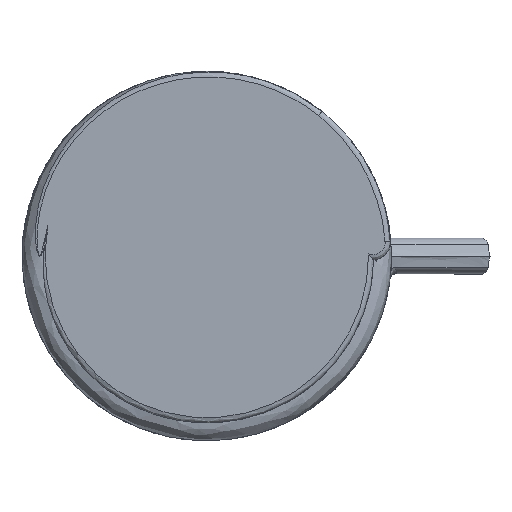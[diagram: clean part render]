
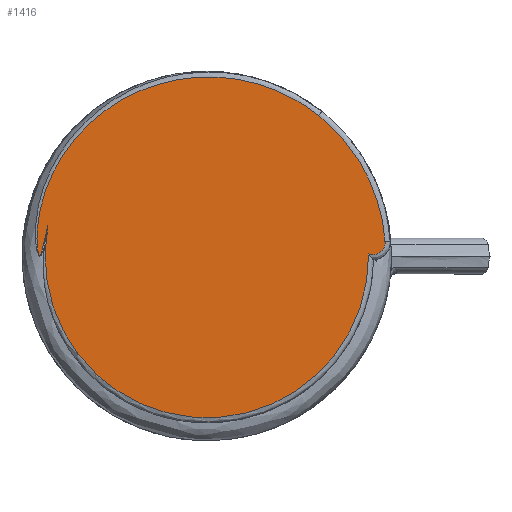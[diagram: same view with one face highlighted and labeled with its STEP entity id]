
A CAD part, front view. The second image highlights one B-rep face of the part: STEP entity #1416.
In plain terms, the highlighted planar face has unit normal (0, -1, 0).
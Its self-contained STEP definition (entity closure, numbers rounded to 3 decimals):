
#18=PLANE('',#1515);
#88=FACE_OUTER_BOUND('',#169,.T.);
#169=EDGE_LOOP('',(#971,#972,#973,#974));
#259=B_SPLINE_CURVE_WITH_KNOTS('',3,(#2688,#2689,#2690,#2691,#2692,#2693,
#2694,#2695,#2696,#2697,#2698,#2699,#2700,#2701,#2702,#2703,#2704,#2705,
#2706,#2707,#2708,#2709,#2710,#2711,#2712,#2713,#2714,#2715,#2716,#2717,
#2718,#2719,#2720),.UNSPECIFIED.,.F.,.F.,(4,1,1,1,1,1,1,1,1,1,1,1,1,1,1,
1,1,1,1,1,1,1,1,1,1,1,1,1,1,1,4),(-0.612,-0.462,-0.425,
-0.388,-0.313,-0.238,-0.22,
-0.201,-0.182,-0.164,-0.089,
-0.052,-0.015,-0.005,0.004,
0.023,0.06,0.135,0.172,
0.209,0.228,0.247,0.265,
0.284,0.583,1.777,2.972,4.166,
5.361,6.555,7.75),.UNSPECIFIED.);
#263=B_SPLINE_CURVE_WITH_KNOTS('',3,(#2813,#2814,#2815,#2816,#2817,#2818,
#2819,#2820),.UNSPECIFIED.,.F.,.F.,(4,1,1,1,1,4),(0.,0.134,
0.202,0.336,0.403,0.471),
 .UNSPECIFIED.);
#266=B_SPLINE_CURVE_WITH_KNOTS('',3,(#2866,#2867,#2868,#2869,#2870),
 .UNSPECIFIED.,.F.,.F.,(4,1,4),(0.,1.227,2.863),
 .UNSPECIFIED.);
#413=CIRCLE('',#1508,31.5);
#530=VERTEX_POINT('',#2473);
#531=VERTEX_POINT('',#2474);
#535=VERTEX_POINT('',#2687);
#540=VERTEX_POINT('',#2811);
#695=EDGE_CURVE('',#530,#531,#413,.T.);
#700=EDGE_CURVE('',#531,#535,#259,.T.);
#706=EDGE_CURVE('',#540,#530,#263,.T.);
#709=EDGE_CURVE('',#535,#540,#266,.T.);
#971=ORIENTED_EDGE('',*,*,#695,.F.);
#972=ORIENTED_EDGE('',*,*,#706,.F.);
#973=ORIENTED_EDGE('',*,*,#709,.F.);
#974=ORIENTED_EDGE('',*,*,#700,.F.);
#1416=ADVANCED_FACE('',(#88),#18,.F.);
#1508=AXIS2_PLACEMENT_3D('',#2475,#1602,#1603);
#1515=AXIS2_PLACEMENT_3D('',#2964,#1616,#1617);
#1602=DIRECTION('center_axis',(0.,1.,0.));
#1603=DIRECTION('ref_axis',(-0.014,0.,-1.));
#1616=DIRECTION('center_axis',(0.,1.,0.));
#1617=DIRECTION('ref_axis',(1.,0.,0.));
#2473=CARTESIAN_POINT('',(31.497,0.,0.4));
#2474=CARTESIAN_POINT('',(-30.946,0.,5.884));
#2475=CARTESIAN_POINT('Origin',(0.,0.,0.));
#2687=CARTESIAN_POINT('',(21.822,0.,27.364));
#2688=CARTESIAN_POINT('Ctrl Pts',(-30.946,0.,5.884));
#2689=CARTESIAN_POINT('Ctrl Pts',(-31.077,0.,5.406));
#2690=CARTESIAN_POINT('Ctrl Pts',(-31.231,0.,4.806));
#2691=CARTESIAN_POINT('Ctrl Pts',(-31.402,0.,4.08));
#2692=CARTESIAN_POINT('Ctrl Pts',(-31.513,0.,3.594));
#2693=CARTESIAN_POINT('Ctrl Pts',(-31.647,0.,2.984));
#2694=CARTESIAN_POINT('Ctrl Pts',(-31.762,0.,2.433));
#2695=CARTESIAN_POINT('Ctrl Pts',(-31.839,0.,2.067));
#2696=CARTESIAN_POINT('Ctrl Pts',(-31.877,0.,1.884));
#2697=CARTESIAN_POINT('Ctrl Pts',(-31.916,0.,1.702));
#2698=CARTESIAN_POINT('Ctrl Pts',(-31.994,0.,1.337));
#2699=CARTESIAN_POINT('Ctrl Pts',(-32.087,0.,0.914));
#2700=CARTESIAN_POINT('Ctrl Pts',(-32.224,0.,0.432));
#2701=CARTESIAN_POINT('Ctrl Pts',(-32.32,0.,0.174));
#2702=CARTESIAN_POINT('Ctrl Pts',(-32.445,0.,0.02));
#2703=CARTESIAN_POINT('Ctrl Pts',(-32.58,0.,0.02));
#2704=CARTESIAN_POINT('Ctrl Pts',(-32.698,0.,0.227));
#2705=CARTESIAN_POINT('Ctrl Pts',(-32.83,0.,0.626));
#2706=CARTESIAN_POINT('Ctrl Pts',(-32.918,0.,1.128));
#2707=CARTESIAN_POINT('Ctrl Pts',(-32.98,0.,1.618));
#2708=CARTESIAN_POINT('Ctrl Pts',(-33.009,0.,1.929));
#2709=CARTESIAN_POINT('Ctrl Pts',(-33.028,0.,2.177));
#2710=CARTESIAN_POINT('Ctrl Pts',(-33.04,0.,2.363));
#2711=CARTESIAN_POINT('Ctrl Pts',(-33.049,0.,2.549));
#2712=CARTESIAN_POINT('Ctrl Pts',(-33.097,0.,3.668));
#2713=CARTESIAN_POINT('Ctrl Pts',(-32.899,0.,8.717));
#2714=CARTESIAN_POINT('Ctrl Pts',(-30.171,0.,17.426));
#2715=CARTESIAN_POINT('Ctrl Pts',(-22.645,0.,26.945));
#2716=CARTESIAN_POINT('Ctrl Pts',(-12.267,0.,33.238));
#2717=CARTESIAN_POINT('Ctrl Pts',(-0.369,0.,35.579));
#2718=CARTESIAN_POINT('Ctrl Pts',(11.617,0.,33.724));
#2719=CARTESIAN_POINT('Ctrl Pts',(18.71,0.,29.846));
#2720=CARTESIAN_POINT('Ctrl Pts',(21.822,0.,27.364));
#2811=CARTESIAN_POINT('',(34.721,0.,2.725));
#2813=CARTESIAN_POINT('Ctrl Pts',(34.721,0.,2.725));
#2814=CARTESIAN_POINT('Ctrl Pts',(34.75,0.,2.277));
#2815=CARTESIAN_POINT('Ctrl Pts',(34.586,0.,1.594));
#2816=CARTESIAN_POINT('Ctrl Pts',(33.874,0.,0.714));
#2817=CARTESIAN_POINT('Ctrl Pts',(33.051,0.,0.28));
#2818=CARTESIAN_POINT('Ctrl Pts',(32.148,0.,0.215));
#2819=CARTESIAN_POINT('Ctrl Pts',(31.706,0.,0.318));
#2820=CARTESIAN_POINT('Ctrl Pts',(31.497,0.,0.4));
#2866=CARTESIAN_POINT('Ctrl Pts',(21.822,0.,27.364));
#2867=CARTESIAN_POINT('Ctrl Pts',(25.02,0.,24.814));
#2868=CARTESIAN_POINT('Ctrl Pts',(31.418,0.,17.526));
#2869=CARTESIAN_POINT('Ctrl Pts',(34.362,0.,8.166));
#2870=CARTESIAN_POINT('Ctrl Pts',(34.721,0.,2.725));
#2964=CARTESIAN_POINT('Origin',(29.,0.,0.));
